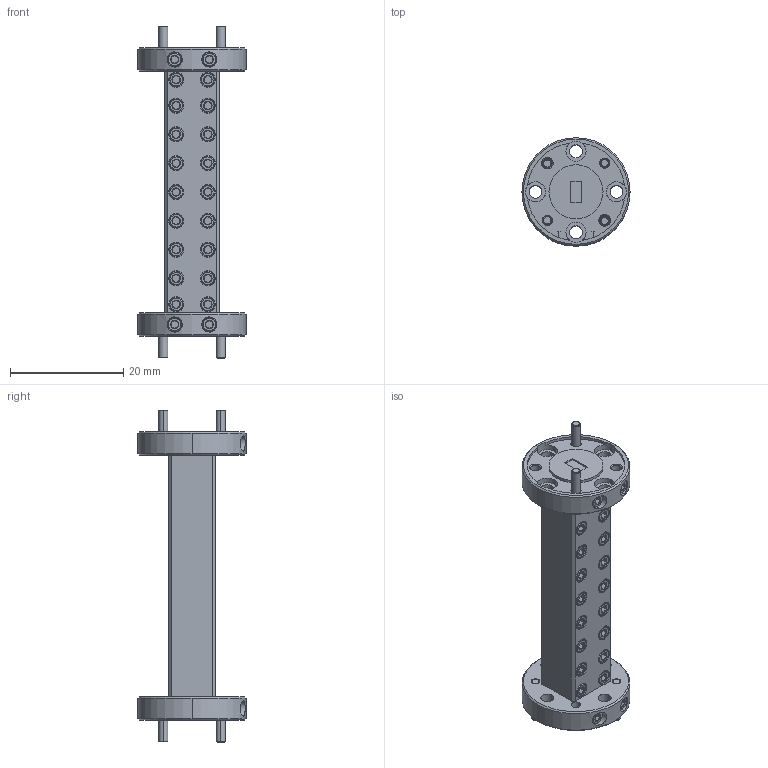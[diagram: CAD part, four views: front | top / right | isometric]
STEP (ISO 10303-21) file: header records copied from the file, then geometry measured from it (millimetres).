
FILE_DESCRIPTION (( 'STEP AP203' ), '1' );
FILE_NAME ('WF-BV-A-2.0.STEP', '2024-07-30T00:38:27', ( '' ), ( '' ), 'SwSTEP 2.0', 'SolidWorks 2021', '' );
FILE_SCHEMA (( 'CONFIG_CONTROL_DESIGN' ));
Length unit declared in the file: inch
Products named in the file (1): WF-BV-A-2.0
Bounding box: 19.05 x 19.05 x 58.55 mm (x, y, z)
Volume: 5345 mm3; surface area: 4308 mm2
Topology: 27 solids, 27 shells, 770 faces, 1534 edges, 892 vertices
Faces by surface type: plane 284, cone 282, cylinder 204
Entity records: 20437 total; most frequent: CARTESIAN_POINT 4227, DIRECTION 3612, ORIENTED_EDGE 3068, EDGE_CURVE 1534, AXIS2_PLACEMENT_3D 1469, VERTEX_POINT 892, EDGE_LOOP 876, ADVANCED_FACE 770
